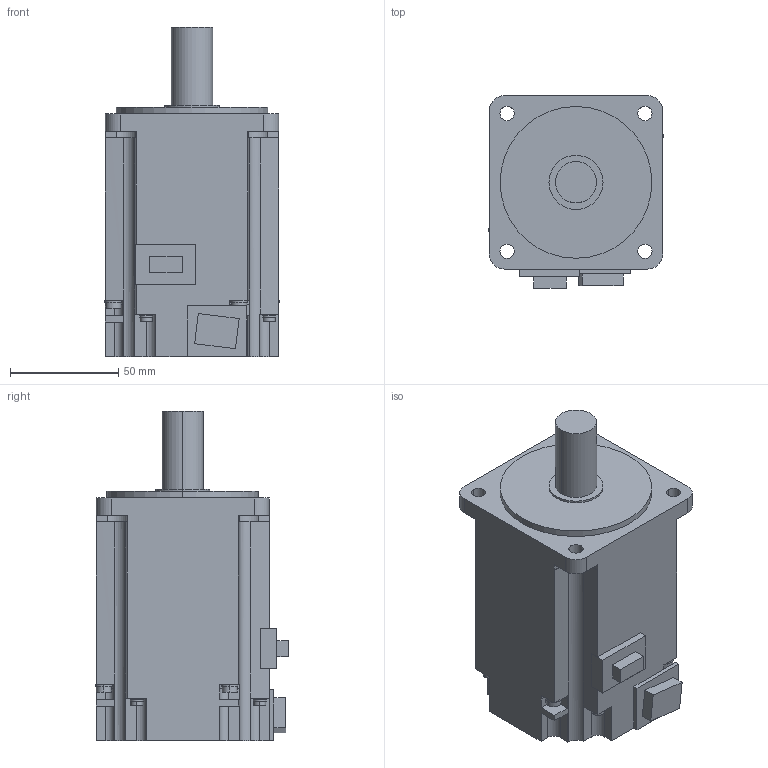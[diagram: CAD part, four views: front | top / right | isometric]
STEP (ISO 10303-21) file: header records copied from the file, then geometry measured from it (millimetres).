
FILE_DESCRIPTION((''),'2;1');
FILE_NAME('HG-MR73_','2011-09-26T',('FJ93736'),(''),'PRO/ENGINEER BY PARAMETRIC TECHNOLOGY CORPORATION, 2009400','PRO/ENGINEER BY PARAMETRIC TECHNOLOGY CORPORATION, 2009400','');
FILE_SCHEMA(('CONFIG_CONTROL_DESIGN'));
Length unit declared in the file: millimetre
Products named in the file (1): HG-MR73_
Bounding box: 80.44 x 89.02 x 152 mm (x, y, z)
Volume: 654641.4 mm3; surface area: 52506.7 mm2
Topology: 1 solids, 1 shells, 208 faces, 561 edges, 376 vertices
Faces by surface type: plane 111, cylinder 97
Entity records: 6670 total; most frequent: DIRECTION 1200, CARTESIAN_POINT 1145, ORIENTED_EDGE 1122, EDGE_CURVE 561, AXIS2_PLACEMENT_3D 431, VERTEX_POINT 376, VECTOR 338, LINE 338
